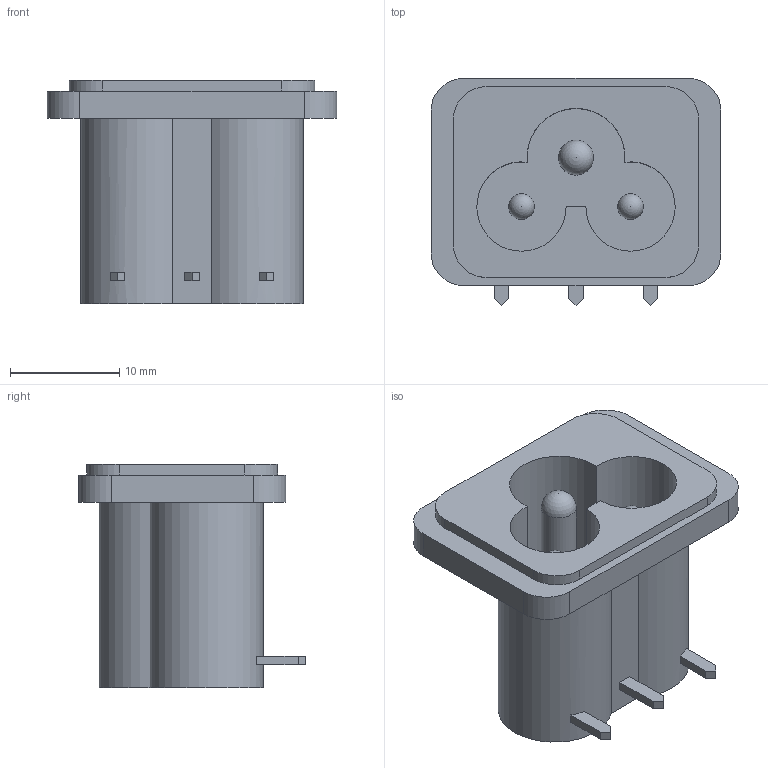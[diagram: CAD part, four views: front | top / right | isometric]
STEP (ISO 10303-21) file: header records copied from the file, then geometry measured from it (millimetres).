
FILE_SCHEMA (('AUTOMOTIVE_DESIGN { 1 0 10303 214 3 1 1 }'));
Length unit declared in the file: millimetre
Products named in the file (1): 6160.0003
Bounding box: 26.6 x 20.8 x 20.5 mm (x, y, z)
Volume: 3693.4 mm3; surface area: 3230.3 mm2
Topology: 1 solids, 1 shells, 53 faces, 135 edges, 90 vertices
Faces by surface type: plane 33, cylinder 17, sphere 3
Full cylindrical faces by diameter (mm): 2.36 x2, 3.2 x1
Entity records: 1721 total; most frequent: DIRECTION 284, CARTESIAN_POINT 276, ORIENTED_EDGE 264, EDGE_CURVE 132, AXIS2_PLACEMENT_3D 98, VERTEX_POINT 90, LINE 88, VECTOR 88
